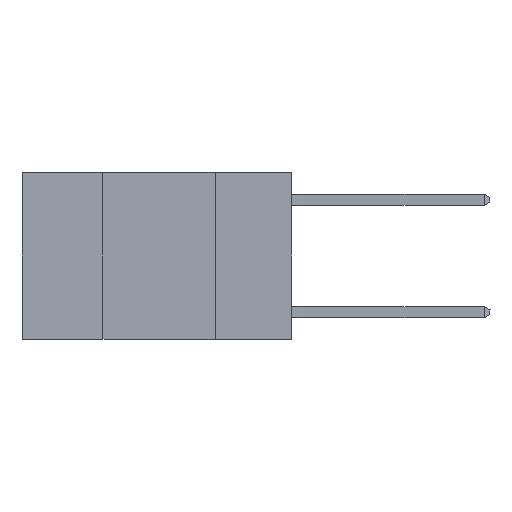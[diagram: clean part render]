
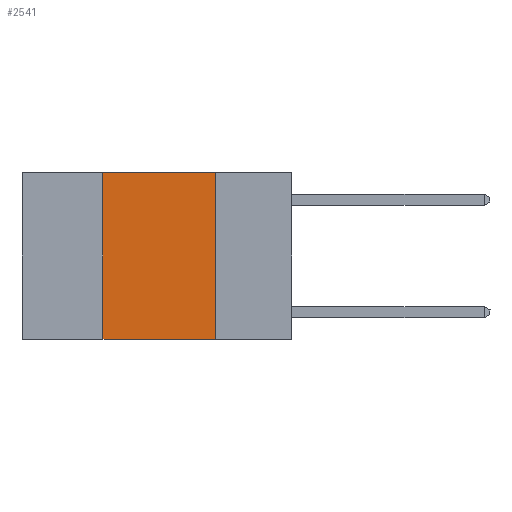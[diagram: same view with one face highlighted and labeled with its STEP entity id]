
A CAD part, left-side view. The second image highlights one B-rep face of the part: STEP entity #2541.
In plain terms, the highlighted planar face has unit normal (-1, 0, 0).
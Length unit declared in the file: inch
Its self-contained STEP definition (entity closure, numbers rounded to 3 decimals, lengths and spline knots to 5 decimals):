
#83 = VERTEX_POINT ( 'NONE', #3497 ) ;
#690 = VECTOR ( 'NONE', #5411, 39.37008 ) ;
#1264 = CARTESIAN_POINT ( 'NONE',  ( 0., 0.6, 0. ) ) ;
#1693 = CARTESIAN_POINT ( 'NONE',  ( 0., 0.42, 0. ) ) ;
#1852 = ORIENTED_EDGE ( 'NONE', *, *, #3869, .T. ) ;
#2082 = CARTESIAN_POINT ( 'NONE',  ( 0., 0.17, 0. ) ) ;
#2521 = DIRECTION ( 'NONE',  ( 0., 0., -1. ) ) ;
#2541 = ADVANCED_FACE ( 'NONE', ( #10765 ), #3134, .F. ) ;
#3134 = PLANE ( 'NONE',  #10856 ) ;
#3497 = CARTESIAN_POINT ( 'NONE',  ( 0., 0.17, -0.37 ) ) ;
#3699 = CARTESIAN_POINT ( 'NONE',  ( 0., 0.42, -0.37 ) ) ;
#3869 = EDGE_CURVE ( 'NONE', #4592, #83, #10439, .T. ) ;
#4175 = DIRECTION ( 'NONE',  ( 1., 0., 0. ) ) ;
#4592 = VERTEX_POINT ( 'NONE', #3699 ) ;
#5028 = EDGE_CURVE ( 'NONE', #4592, #9203, #8805, .T. ) ;
#5411 = DIRECTION ( 'NONE',  ( 0., -1., 0. ) ) ;
#6162 = VECTOR ( 'NONE', #2521, 39.37008 ) ;
#6476 = DIRECTION ( 'NONE',  ( 0., 0., 1. ) ) ;
#7276 = CARTESIAN_POINT ( 'NONE',  ( 0., 0.42, 0. ) ) ;
#7750 = CARTESIAN_POINT ( 'NONE',  ( 0., 0.6, 0. ) ) ;
#7854 = DIRECTION ( 'NONE',  ( 0., -1., 0. ) ) ;
#8134 = CARTESIAN_POINT ( 'NONE',  ( 0., 0.17, 0. ) ) ;
#8223 = EDGE_LOOP ( 'NONE', ( #11939, #11294, #8530, #1852 ) ) ;
#8279 = LINE ( 'NONE', #8134, #6162 ) ;
#8524 = VECTOR ( 'NONE', #6476, 39.37008 ) ;
#8530 = ORIENTED_EDGE ( 'NONE', *, *, #5028, .F. ) ;
#8805 = LINE ( 'NONE', #1693, #8524 ) ;
#9203 = VERTEX_POINT ( 'NONE', #7276 ) ;
#10292 = VECTOR ( 'NONE', #7854, 39.37008 ) ;
#10439 = LINE ( 'NONE', #10854, #690 ) ;
#10569 = DIRECTION ( 'NONE',  ( 0., 0., -1. ) ) ;
#10597 = LINE ( 'NONE', #1264, #10292 ) ;
#10765 = FACE_OUTER_BOUND ( 'NONE', #8223, .T. ) ;
#10854 = CARTESIAN_POINT ( 'NONE',  ( 0., 0.6, -0.37 ) ) ;
#10856 = AXIS2_PLACEMENT_3D ( 'NONE', #7750, #4175, #10569 ) ;
#11100 = EDGE_CURVE ( 'NONE', #9203, #12147, #10597, .T. ) ;
#11294 = ORIENTED_EDGE ( 'NONE', *, *, #11100, .F. ) ;
#11340 = EDGE_CURVE ( 'NONE', #12147, #83, #8279, .T. ) ;
#11939 = ORIENTED_EDGE ( 'NONE', *, *, #11340, .F. ) ;
#12147 = VERTEX_POINT ( 'NONE', #2082 ) ;
